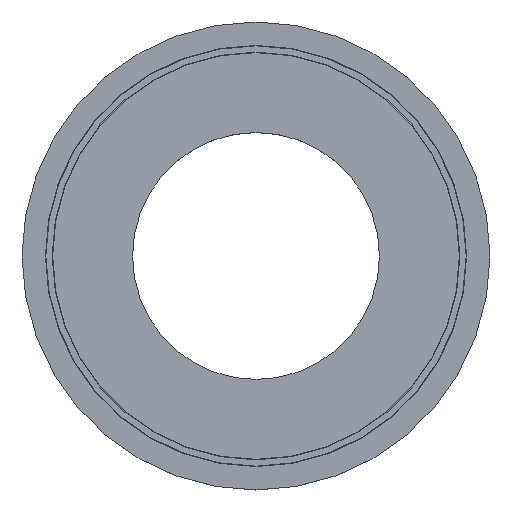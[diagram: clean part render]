
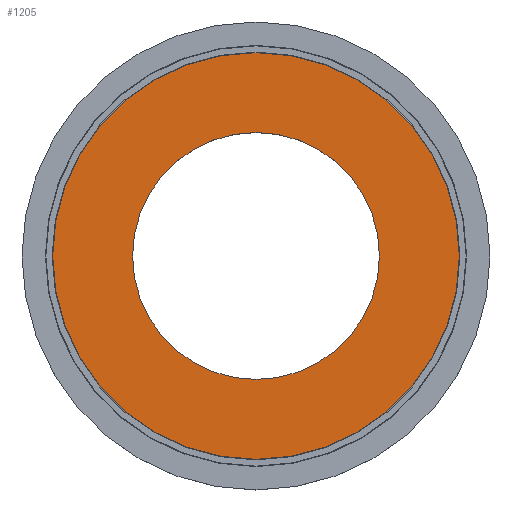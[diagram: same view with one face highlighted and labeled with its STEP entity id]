
A CAD part, top view. The second image highlights one B-rep face of the part: STEP entity #1205.
In plain terms, the highlighted planar face has unit normal (0, 0, 1).
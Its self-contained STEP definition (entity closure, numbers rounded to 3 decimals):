
#68 = AXIS2_PLACEMENT_3D ( 'NONE', #1015, #77, #1177 ) ;
#77 = DIRECTION ( 'NONE',  ( 0., 0., 1. ) ) ;
#170 = AXIS2_PLACEMENT_3D ( 'NONE', #1564, #648, #1751 ) ;
#173 = CARTESIAN_POINT ( 'NONE',  ( 76.5, 0., 0. ) ) ;
#249 = CIRCLE ( 'NONE', #68, 76.5 ) ;
#277 = CIRCLE ( 'NONE', #1926, 126. ) ;
#314 = ORIENTED_EDGE ( 'NONE', *, *, #1707, .T. ) ;
#406 = VERTEX_POINT ( 'NONE', #576 ) ;
#438 = VERTEX_POINT ( 'NONE', #173 ) ;
#465 = CARTESIAN_POINT ( 'NONE',  ( -76.5, 0., 0. ) ) ;
#499 = CARTESIAN_POINT ( 'NONE',  ( 126., 0., 0. ) ) ;
#576 = CARTESIAN_POINT ( 'NONE',  ( -126., 0., 0. ) ) ;
#579 = CARTESIAN_POINT ( 'NONE',  ( 0., 0., 0. ) ) ;
#638 = CIRCLE ( 'NONE', #170, 126. ) ;
#648 = DIRECTION ( 'NONE',  ( 0., 0., 1. ) ) ;
#763 = EDGE_LOOP ( 'NONE', ( #1241, #1280 ) ) ;
#775 = DIRECTION ( 'NONE',  ( 0., 0., -1. ) ) ;
#781 = DIRECTION ( 'NONE',  ( 1., 0., 0. ) ) ;
#782 = EDGE_CURVE ( 'NONE', #1442, #406, #638, .T. ) ;
#785 = FACE_BOUND ( 'NONE', #763, .T. ) ;
#799 = DIRECTION ( 'NONE',  ( 0., 0., 1. ) ) ;
#930 = AXIS2_PLACEMENT_3D ( 'NONE', #1715, #775, #1870 ) ;
#1015 = CARTESIAN_POINT ( 'NONE',  ( 0., 0., 0. ) ) ;
#1177 = DIRECTION ( 'NONE',  ( 1., 0., 0. ) ) ;
#1198 = ORIENTED_EDGE ( 'NONE', *, *, #782, .T. ) ;
#1205 = ADVANCED_FACE ( 'NONE', ( #785, #1625 ), #1403, .F. ) ;
#1226 = VERTEX_POINT ( 'NONE', #465 ) ;
#1241 = ORIENTED_EDGE ( 'NONE', *, *, #1872, .F. ) ;
#1280 = ORIENTED_EDGE ( 'NONE', *, *, #2022, .F. ) ;
#1387 = EDGE_LOOP ( 'NONE', ( #1198, #314 ) ) ;
#1403 = PLANE ( 'NONE',  #930 ) ;
#1442 = VERTEX_POINT ( 'NONE', #499 ) ;
#1564 = CARTESIAN_POINT ( 'NONE',  ( 0., 0., 0. ) ) ;
#1625 = FACE_OUTER_BOUND ( 'NONE', #1387, .T. ) ;
#1685 = DIRECTION ( 'NONE',  ( 0., 0., 1. ) ) ;
#1707 = EDGE_CURVE ( 'NONE', #406, #1442, #277, .T. ) ;
#1715 = CARTESIAN_POINT ( 'NONE',  ( 0., 76.5, 0. ) ) ;
#1739 = CARTESIAN_POINT ( 'NONE',  ( 0., 0., 0. ) ) ;
#1743 = AXIS2_PLACEMENT_3D ( 'NONE', #579, #1685, #781 ) ;
#1751 = DIRECTION ( 'NONE',  ( 1., 0., 0. ) ) ;
#1870 = DIRECTION ( 'NONE',  ( -1., 0., 0. ) ) ;
#1872 = EDGE_CURVE ( 'NONE', #438, #1226, #249, .T. ) ;
#1893 = DIRECTION ( 'NONE',  ( 1., 0., 0. ) ) ;
#1926 = AXIS2_PLACEMENT_3D ( 'NONE', #1739, #799, #1893 ) ;
#1936 = CIRCLE ( 'NONE', #1743, 76.5 ) ;
#2022 = EDGE_CURVE ( 'NONE', #1226, #438, #1936, .T. ) ;
